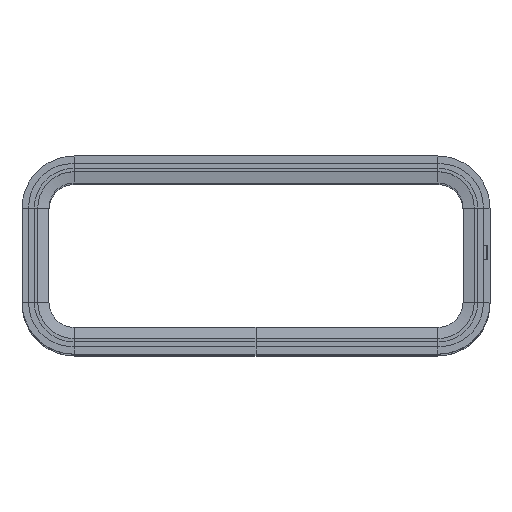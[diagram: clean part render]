
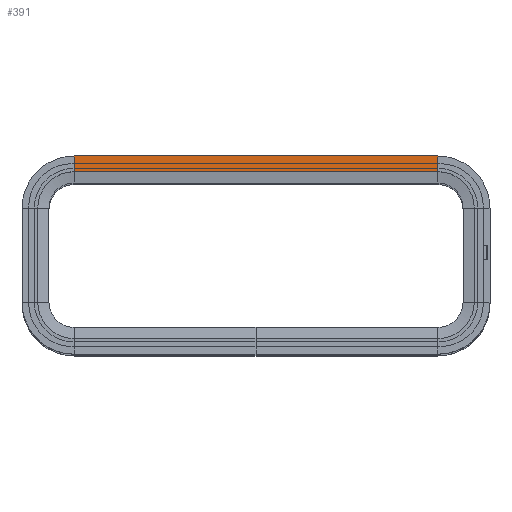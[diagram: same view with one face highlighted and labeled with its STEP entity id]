
A CAD part, top view. The second image highlights one B-rep face of the part: STEP entity #391.
In plain terms, the highlighted planar face has unit normal (0, 0, 1).
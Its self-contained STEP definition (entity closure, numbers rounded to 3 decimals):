
#391=ADVANCED_FACE('',(#4498),#4499,.T.);
#4498=FACE_OUTER_BOUND('',#12504,.T.);
#4499=PLANE('',#12505);
#12504=EDGE_LOOP('',(#22204,#22205,#22206,#22207));
#12505=AXIS2_PLACEMENT_3D('',#22208,#22209,#22210);
#22204=ORIENTED_EDGE('',*,*,#51966,.T.);
#22205=ORIENTED_EDGE('',*,*,#52087,.F.);
#22206=ORIENTED_EDGE('',*,*,#52109,.F.);
#22207=ORIENTED_EDGE('',*,*,#52110,.T.);
#22208=CARTESIAN_POINT('',(165.25,178.8,1.7));
#22209=DIRECTION('',(-0.0,0.,1.0));
#22210=DIRECTION('',(1.0,0.0,0.0));
#51966=EDGE_CURVE('',#62703,#62708,#62710,.T.);
#52087=EDGE_CURVE('',#62896,#62708,#62898,.T.);
#52109=EDGE_CURVE('',#62930,#62896,#62931,.T.);
#52110=EDGE_CURVE('',#62930,#62703,#62932,.T.);
#62703=VERTEX_POINT('',#79820);
#62708=VERTEX_POINT('',#79827);
#62710=LINE('',#79830,#79831);
#62896=VERTEX_POINT('',#80111);
#62898=LINE('',#80113,#80114);
#62930=VERTEX_POINT('',#80167);
#62931=LINE('',#80168,#80169);
#62932=LINE('',#80170,#80171);
#79820=CARTESIAN_POINT('',(165.25,186.5,1.7));
#79827=CARTESIAN_POINT('',(-12.75,186.5,1.7));
#79830=CARTESIAN_POINT('',(165.25,186.5,1.7));
#79831=VECTOR('',#102632,1000.0);
#80111=CARTESIAN_POINT('',(-12.75,178.8,1.7));
#80113=CARTESIAN_POINT('',(-12.75,178.8,1.7));
#80114=VECTOR('',#102805,1000.0);
#80167=CARTESIAN_POINT('',(165.25,178.8,1.7));
#80168=CARTESIAN_POINT('',(165.25,178.8,1.7));
#80169=VECTOR('',#102827,1000.0);
#80170=CARTESIAN_POINT('',(165.25,178.8,1.7));
#80171=VECTOR('',#102828,1000.0);
#102632=DIRECTION('',(-1.0,-0.0,-0.0));
#102805=DIRECTION('',(0.0,1.0,0.));
#102827=DIRECTION('',(-1.0,-0.0,-0.0));
#102828=DIRECTION('',(0.0,1.0,0.));
